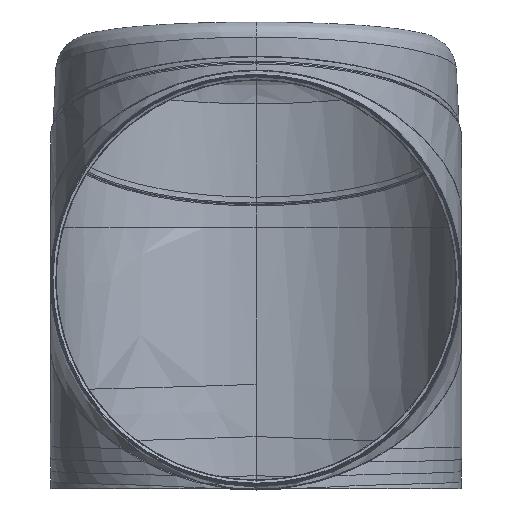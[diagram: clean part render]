
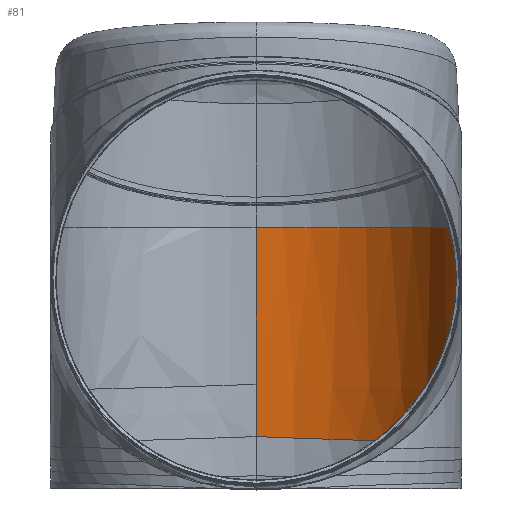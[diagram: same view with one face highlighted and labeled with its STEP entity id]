
A CAD part, front view. The second image highlights one B-rep face of the part: STEP entity #81.
In plain terms, the highlighted free-form (B-spline) face has degree [1, 2] with [4, 4] control points.
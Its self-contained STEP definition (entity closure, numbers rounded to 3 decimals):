
#81=ADVANCED_FACE('',(#164),#1247,.T.);
#164=FACE_OUTER_BOUND('',#248,.T.);
#248=EDGE_LOOP('',(#547,#548,#549,#550,#551));
#547=ORIENTED_EDGE('',*,*,#792,.T.);
#548=ORIENTED_EDGE('',*,*,#791,.F.);
#549=ORIENTED_EDGE('',*,*,#790,.F.);
#550=ORIENTED_EDGE('',*,*,#778,.T.);
#551=ORIENTED_EDGE('',*,*,#781,.T.);
#778=EDGE_CURVE('',#1134,#1136,#907,.T.);
#781=EDGE_CURVE('',#1136,#1137,#908,.T.);
#790=EDGE_CURVE('',#1134,#1141,#1021,.T.);
#791=EDGE_CURVE('',#1141,#1142,#1022,.T.);
#792=EDGE_CURVE('',#1137,#1142,#1023,.T.);
#907=B_SPLINE_CURVE_WITH_KNOTS('',1,(#6278,#6279),.UNSPECIFIED.,.F.,.F.,
(2,2),(8.361,68.471),.UNSPECIFIED.);
#908=B_SPLINE_CURVE_WITH_KNOTS('',1,(#6288,#6289),.UNSPECIFIED.,.F.,.F.,
(2,2),(68.471,88.507),.UNSPECIFIED.);
#1021=(
BOUNDED_CURVE()
B_SPLINE_CURVE(2,(#6359,#6360,#6361,#6362,#6363),.UNSPECIFIED.,.F.,.F.)
B_SPLINE_CURVE_WITH_KNOTS((3,2,3),(117.811,176.715,235.619),
 .UNSPECIFIED.)
CURVE()
GEOMETRIC_REPRESENTATION_ITEM()
RATIONAL_B_SPLINE_CURVE((1.,0.854,0.854,0.854,
1.))
REPRESENTATION_ITEM('')
);
#1022=(
BOUNDED_CURVE()
B_SPLINE_CURVE(1,(#6364,#6365,#6366,#6367),.UNSPECIFIED.,.F.,.F.)
B_SPLINE_CURVE_WITH_KNOTS((2,1,1,2),(76.14,96.177,
136.251,156.288),.UNSPECIFIED.)
CURVE()
GEOMETRIC_REPRESENTATION_ITEM()
RATIONAL_B_SPLINE_CURVE((1.,1.,1.,1.))
REPRESENTATION_ITEM('')
);
#1023=(
BOUNDED_CURVE()
B_SPLINE_CURVE(2,(#6368,#6369,#6370,#6371),.UNSPECIFIED.,.F.,.F.)
B_SPLINE_CURVE_WITH_KNOTS((3,1,3),(117.81,176.715,235.619),
 .UNSPECIFIED.)
CURVE()
GEOMETRIC_REPRESENTATION_ITEM()
RATIONAL_B_SPLINE_CURVE((1.,0.854,0.854,1.))
REPRESENTATION_ITEM('')
);
#1134=VERTEX_POINT('',#4566);
#1136=VERTEX_POINT('',#4568);
#1137=VERTEX_POINT('',#4569);
#1141=VERTEX_POINT('',#4573);
#1142=VERTEX_POINT('',#4574);
#1247=(
BOUNDED_SURFACE()
B_SPLINE_SURFACE(1,2,((#4132,#4133,#4134,#4135),(#4136,#4137,#4138,#4139),
(#4140,#4141,#4142,#4143),(#4144,#4145,#4146,#4147)),.UNSPECIFIED.,.F.,
 .F.,.F.)
B_SPLINE_SURFACE_WITH_KNOTS((2,1,1,2),(3,1,3),(76.14,96.177,
136.251,156.288),(117.81,176.715,235.619),
 .UNSPECIFIED.)
GEOMETRIC_REPRESENTATION_ITEM()
RATIONAL_B_SPLINE_SURFACE(((1.,0.854,0.854,1.),
(1.,0.854,0.854,1.),(1.,0.854,0.854,
1.),(1.,0.854,0.854,1.)))
REPRESENTATION_ITEM('')
SURFACE()
);
#4132=CARTESIAN_POINT('',(-0.001,75.001,199.881));
#4133=CARTESIAN_POINT('',(31.038,75.043,199.744));
#4134=CARTESIAN_POINT('',(74.692,31.401,199.856));
#4135=CARTESIAN_POINT('',(75.,0.,199.485));
#4136=CARTESIAN_POINT('',(0.,75.,180.804));
#4137=CARTESIAN_POINT('',(31.328,74.849,180.349));
#4138=CARTESIAN_POINT('',(74.527,31.611,180.107));
#4139=CARTESIAN_POINT('',(74.999,-0.006,179.452));
#4140=CARTESIAN_POINT('',(0.,75.,142.638));
#4141=CARTESIAN_POINT('',(31.617,74.662,141.547));
#4142=CARTESIAN_POINT('',(74.365,31.832,140.633));
#4143=CARTESIAN_POINT('',(75.001,0.003,139.375));
#4144=CARTESIAN_POINT('',(0.,75.,123.558));
#4145=CARTESIAN_POINT('',(31.93,74.51,122.346));
#4146=CARTESIAN_POINT('',(74.249,32.124,121.275));
#4147=CARTESIAN_POINT('',(75.073,0.119,119.928));
#4566=CARTESIAN_POINT('',(0.,75.,199.881));
#4568=CARTESIAN_POINT('',(0.,75.,142.638));
#4569=CARTESIAN_POINT('',(0.,75.,123.558));
#4573=CARTESIAN_POINT('',(75.,0.,199.485));
#4574=CARTESIAN_POINT('',(75.073,0.119,119.928));
#6278=CARTESIAN_POINT('',(0.,75.,199.881));
#6279=CARTESIAN_POINT('',(0.,75.,142.638));
#6288=CARTESIAN_POINT('',(0.,75.,142.638));
#6289=CARTESIAN_POINT('',(0.,75.,123.558));
#6359=CARTESIAN_POINT('',(0.,75.001,199.881));
#6360=CARTESIAN_POINT('',(31.039,75.042,199.744));
#6361=CARTESIAN_POINT('',(52.865,53.222,199.8));
#6362=CARTESIAN_POINT('',(74.692,31.401,199.856));
#6363=CARTESIAN_POINT('',(75.,0.,199.485));
#6364=CARTESIAN_POINT('',(75.,0.,199.485));
#6365=CARTESIAN_POINT('',(74.999,-0.006,179.452));
#6366=CARTESIAN_POINT('',(75.001,0.003,139.375));
#6367=CARTESIAN_POINT('',(75.073,0.119,119.928));
#6368=CARTESIAN_POINT('',(0.,75.,123.558));
#6369=CARTESIAN_POINT('',(31.93,74.51,122.346));
#6370=CARTESIAN_POINT('',(74.249,32.124,121.275));
#6371=CARTESIAN_POINT('',(75.073,0.119,119.928));
